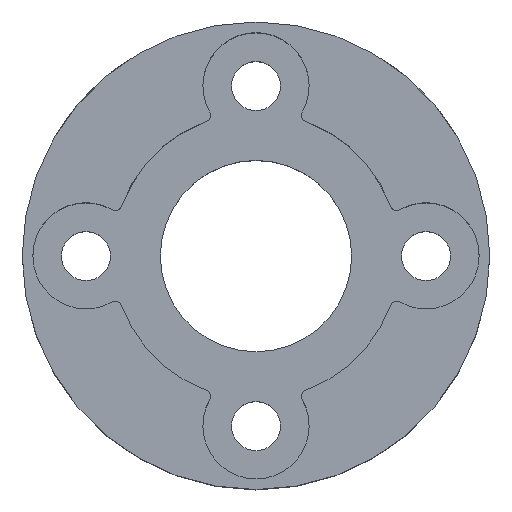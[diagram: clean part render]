
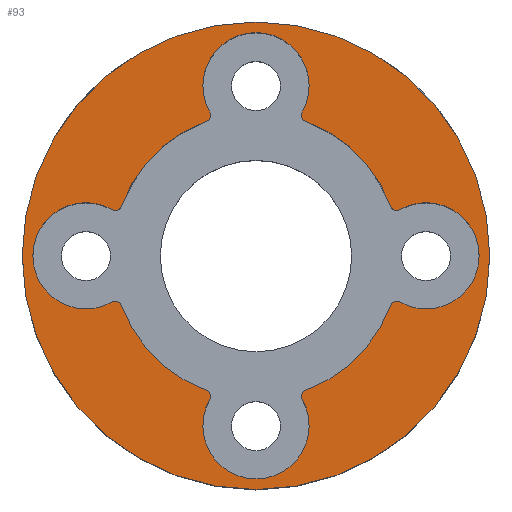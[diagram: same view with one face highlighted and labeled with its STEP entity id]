
A CAD part, top view. The second image highlights one B-rep face of the part: STEP entity #93.
In plain terms, the highlighted planar face has unit normal (0, 0, 1).
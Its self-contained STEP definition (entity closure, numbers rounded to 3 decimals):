
#93=ADVANCED_FACE('',(#346,#348),#350,.T.);
#346=FACE_BOUND('',#347,.T.);
#347=EDGE_LOOP('',(#562));
#348=FACE_BOUND('',#349,.T.);
#349=EDGE_LOOP('',(#563,#564,#565,#566,#567,#568,#569,#570,#571,#572,#573,#574,#575,
#576,#577,#578));
#350=PLANE('',#351);
#351=AXIS2_PLACEMENT_3D('',#352,#353,#354);
#352=CARTESIAN_POINT('',(0.,0.,11.));
#353=DIRECTION('',(0.,0.,1.));
#354=DIRECTION('',(-1.,0.,0.));
#562=ORIENTED_EDGE('',*,*,#659,.T.);
#563=ORIENTED_EDGE('',*,*,#685,.T.);
#564=ORIENTED_EDGE('',*,*,#686,.T.);
#565=ORIENTED_EDGE('',*,*,#687,.T.);
#566=ORIENTED_EDGE('',*,*,#688,.T.);
#567=ORIENTED_EDGE('',*,*,#689,.T.);
#568=ORIENTED_EDGE('',*,*,#690,.T.);
#569=ORIENTED_EDGE('',*,*,#691,.T.);
#570=ORIENTED_EDGE('',*,*,#692,.T.);
#571=ORIENTED_EDGE('',*,*,#693,.T.);
#572=ORIENTED_EDGE('',*,*,#694,.T.);
#573=ORIENTED_EDGE('',*,*,#656,.T.);
#574=ORIENTED_EDGE('',*,*,#684,.T.);
#575=ORIENTED_EDGE('',*,*,#695,.T.);
#576=ORIENTED_EDGE('',*,*,#696,.T.);
#577=ORIENTED_EDGE('',*,*,#697,.T.);
#578=ORIENTED_EDGE('',*,*,#698,.T.);
#656=EDGE_CURVE('',#723,#721,#724,.F.);
#659=EDGE_CURVE('',#728,#728,#729,.T.);
#684=EDGE_CURVE('',#721,#775,#777,.F.);
#685=EDGE_CURVE('',#778,#779,#780,.F.);
#686=EDGE_CURVE('',#779,#781,#782,.F.);
#687=EDGE_CURVE('',#781,#783,#784,.F.);
#688=EDGE_CURVE('',#783,#785,#786,.F.);
#689=EDGE_CURVE('',#785,#787,#788,.F.);
#690=EDGE_CURVE('',#787,#789,#790,.F.);
#691=EDGE_CURVE('',#789,#791,#792,.F.);
#692=EDGE_CURVE('',#791,#793,#794,.F.);
#693=EDGE_CURVE('',#793,#795,#796,.F.);
#694=EDGE_CURVE('',#795,#723,#797,.F.);
#695=EDGE_CURVE('',#775,#798,#799,.F.);
#696=EDGE_CURVE('',#798,#800,#801,.F.);
#697=EDGE_CURVE('',#800,#802,#803,.F.);
#698=EDGE_CURVE('',#802,#778,#804,.F.);
#721=VERTEX_POINT('',#836);
#723=VERTEX_POINT('',#840);
#724=CIRCLE('',#841,6.75);
#728=VERTEX_POINT('',#913);
#729=CIRCLE('',#914,11.);
#775=VERTEX_POINT('',#1164);
#777=CIRCLE('',#1168,0.3);
#778=VERTEX_POINT('',#1172);
#779=VERTEX_POINT('',#1173);
#780=CIRCLE('',#1174,2.5);
#781=VERTEX_POINT('',#1178);
#782=CIRCLE('',#1179,0.3);
#783=VERTEX_POINT('',#1183);
#784=CIRCLE('',#1184,6.75);
#785=VERTEX_POINT('',#1188);
#786=CIRCLE('',#1189,0.3);
#787=VERTEX_POINT('',#1193);
#788=CIRCLE('',#1194,2.5);
#789=VERTEX_POINT('',#1198);
#790=CIRCLE('',#1199,0.3);
#791=VERTEX_POINT('',#1203);
#792=CIRCLE('',#1204,6.75);
#793=VERTEX_POINT('',#1208);
#794=CIRCLE('',#1209,0.3);
#795=VERTEX_POINT('',#1213);
#796=CIRCLE('',#1214,2.5);
#797=CIRCLE('',#1218,0.3);
#798=VERTEX_POINT('',#1222);
#799=CIRCLE('',#1223,2.5);
#800=VERTEX_POINT('',#1227);
#801=CIRCLE('',#1228,0.3);
#802=VERTEX_POINT('',#1232);
#803=CIRCLE('',#1233,6.75);
#804=CIRCLE('',#1237,0.3);
#836=CARTESIAN_POINT('',(6.335,2.331,11.));
#840=CARTESIAN_POINT('',(2.331,6.335,11.));
#841=AXIS2_PLACEMENT_3D('',#842,#843,#844);
#842=CARTESIAN_POINT('',(0.,0.,11.));
#843=DIRECTION('',(0.,0.,1.));
#844=DIRECTION('',(0.938,0.345,0.));
#913=CARTESIAN_POINT('',(-11.,0.,11.));
#914=AXIS2_PLACEMENT_3D('',#915,#916,#917);
#915=CARTESIAN_POINT('',(0.,0.,11.));
#916=DIRECTION('',(0.,0.,1.));
#917=DIRECTION('',(-1.,0.,0.));
#1164=CARTESIAN_POINT('',(6.765,2.173,11.));
#1168=AXIS2_PLACEMENT_3D('',#1169,#1170,#1171);
#1169=CARTESIAN_POINT('',(6.616,2.434,11.));
#1170=DIRECTION('',(0.,-0.,-1.));
#1171=DIRECTION('',(0.494,-0.869,0.));
#1172=CARTESIAN_POINT('',(2.173,-6.765,11.));
#1173=CARTESIAN_POINT('',(-2.173,-6.765,11.));
#1174=AXIS2_PLACEMENT_3D('',#1175,#1176,#1177);
#1175=CARTESIAN_POINT('',(0.,-8.,11.));
#1176=DIRECTION('',(0.,0.,1.));
#1177=DIRECTION('',(-0.869,0.494,0.));
#1178=CARTESIAN_POINT('',(-2.331,-6.335,11.));
#1179=AXIS2_PLACEMENT_3D('',#1180,#1181,#1182);
#1180=CARTESIAN_POINT('',(-2.434,-6.616,11.));
#1181=DIRECTION('',(0.,-0.,-1.));
#1182=DIRECTION('',(0.345,0.938,0.));
#1183=CARTESIAN_POINT('',(-6.335,-2.331,11.));
#1184=AXIS2_PLACEMENT_3D('',#1185,#1186,#1187);
#1185=CARTESIAN_POINT('',(0.,0.,11.));
#1186=DIRECTION('',(0.,0.,1.));
#1187=DIRECTION('',(-0.938,-0.345,0.));
#1188=CARTESIAN_POINT('',(-6.765,-2.173,11.));
#1189=AXIS2_PLACEMENT_3D('',#1190,#1191,#1192);
#1190=CARTESIAN_POINT('',(-6.616,-2.434,11.));
#1191=DIRECTION('',(-0.,0.,-1.));
#1192=DIRECTION('',(-0.494,0.869,0.));
#1193=CARTESIAN_POINT('',(-6.765,2.173,11.));
#1194=AXIS2_PLACEMENT_3D('',#1195,#1196,#1197);
#1195=CARTESIAN_POINT('',(-8.,0.,11.));
#1196=DIRECTION('',(0.,0.,1.));
#1197=DIRECTION('',(0.494,0.869,0.));
#1198=CARTESIAN_POINT('',(-6.335,2.331,11.));
#1199=AXIS2_PLACEMENT_3D('',#1200,#1201,#1202);
#1200=CARTESIAN_POINT('',(-6.616,2.434,11.));
#1201=DIRECTION('',(0.,-0.,-1.));
#1202=DIRECTION('',(0.938,-0.345,0.));
#1203=CARTESIAN_POINT('',(-2.331,6.335,11.));
#1204=AXIS2_PLACEMENT_3D('',#1205,#1206,#1207);
#1205=CARTESIAN_POINT('',(0.,0.,11.));
#1206=DIRECTION('',(0.,0.,1.));
#1207=DIRECTION('',(-0.345,0.938,0.));
#1208=CARTESIAN_POINT('',(-2.173,6.765,11.));
#1209=AXIS2_PLACEMENT_3D('',#1210,#1211,#1212);
#1210=CARTESIAN_POINT('',(-2.434,6.616,11.));
#1211=DIRECTION('',(0.,-0.,-1.));
#1212=DIRECTION('',(0.869,0.494,0.));
#1213=CARTESIAN_POINT('',(2.173,6.765,11.));
#1214=AXIS2_PLACEMENT_3D('',#1215,#1216,#1217);
#1215=CARTESIAN_POINT('',(0.,8.,11.));
#1216=DIRECTION('',(0.,0.,1.));
#1217=DIRECTION('',(0.869,-0.494,0.));
#1218=AXIS2_PLACEMENT_3D('',#1219,#1220,#1221);
#1219=CARTESIAN_POINT('',(2.434,6.616,11.));
#1220=DIRECTION('',(-0.,0.,-1.));
#1221=DIRECTION('',(-0.345,-0.938,0.));
#1222=CARTESIAN_POINT('',(6.765,-2.173,11.));
#1223=AXIS2_PLACEMENT_3D('',#1224,#1225,#1226);
#1224=CARTESIAN_POINT('',(8.,0.,11.));
#1225=DIRECTION('',(0.,0.,1.));
#1226=DIRECTION('',(-0.494,-0.869,0.));
#1227=CARTESIAN_POINT('',(6.335,-2.331,11.));
#1228=AXIS2_PLACEMENT_3D('',#1229,#1230,#1231);
#1229=CARTESIAN_POINT('',(6.616,-2.434,11.));
#1230=DIRECTION('',(-0.,0.,-1.));
#1231=DIRECTION('',(-0.938,0.345,0.));
#1232=CARTESIAN_POINT('',(2.331,-6.335,11.));
#1233=AXIS2_PLACEMENT_3D('',#1234,#1235,#1236);
#1234=CARTESIAN_POINT('',(0.,0.,11.));
#1235=DIRECTION('',(0.,0.,1.));
#1236=DIRECTION('',(0.345,-0.938,0.));
#1237=AXIS2_PLACEMENT_3D('',#1238,#1239,#1240);
#1238=CARTESIAN_POINT('',(2.434,-6.616,11.));
#1239=DIRECTION('',(-0.,0.,-1.));
#1240=DIRECTION('',(-0.869,-0.494,0.));
